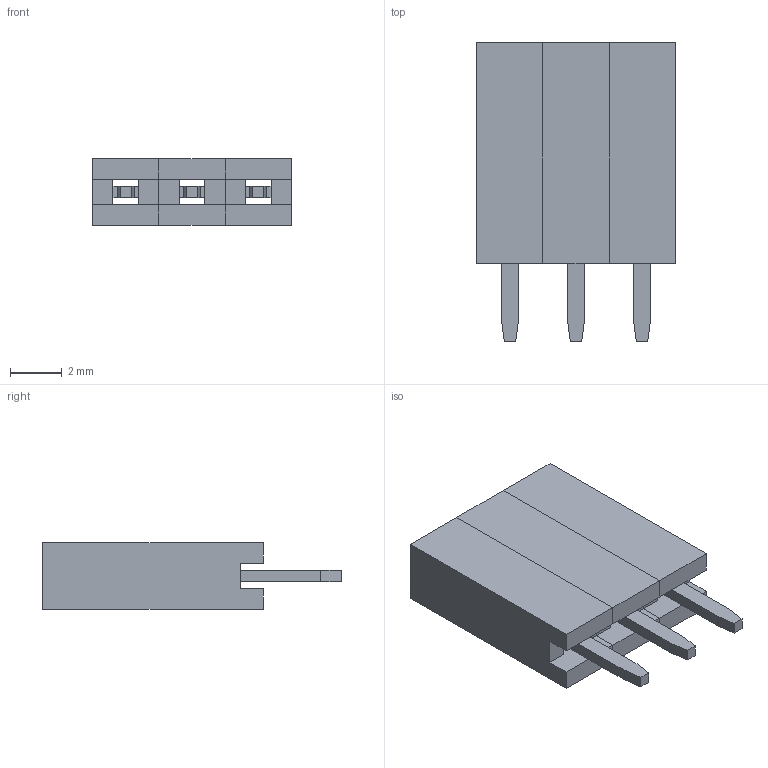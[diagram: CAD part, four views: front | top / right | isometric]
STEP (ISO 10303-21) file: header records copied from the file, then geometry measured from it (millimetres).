
FILE_DESCRIPTION (( 'STEP AP214' ), '1' );
FILE_NAME ('Header 3_F.STEP', '2018-02-02T16:59:25', ( '' ), ( '' ), 'SwSTEP 2.0', 'SolidWorks 2017', '' );
FILE_SCHEMA (( 'AUTOMOTIVE_DESIGN' ));
Length unit declared in the file: millimetre
Products named in the file (2): Header 3_F; Buchsenleiste_Standard
Assembly tree (3 placements, depth 2):
  Header 3_F
    Buchsenleiste_Standard  x3
Bounding box: 7.62 x 11.5 x 2.54 mm (x, y, z)
Volume: 90.9 mm3; surface area: 543.7 mm2
Topology: 3 solids, 3 shells, 141 faces, 399 edges, 258 vertices
Faces by surface type: plane 123, cylinder 18
Entity records: 2102 total; most frequent: CARTESIAN_POINT 272, ORIENTED_EDGE 266, DIRECTION 251, EDGE_CURVE 133, VECTOR 121, LINE 121, VERTEX_POINT 86, AXIS2_PLACEMENT_3D 65
